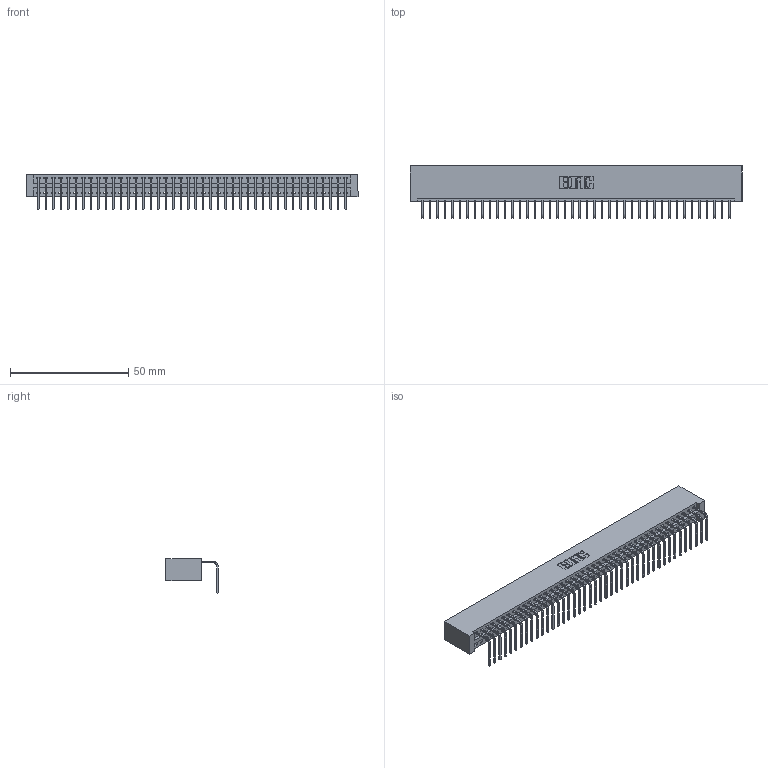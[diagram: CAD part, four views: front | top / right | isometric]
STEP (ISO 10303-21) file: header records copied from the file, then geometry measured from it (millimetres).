
FILE_DESCRIPTION (( 'STEP AP203' ), '1' );
FILE_NAME ('346-042-558-101.STEP', '2018-08-24T23:03:57', ( '' ), ( '' ), 'SwSTEP 2.0', 'SolidWorks 2016', '' );
FILE_SCHEMA (( 'CONFIG_CONTROL_DESIGN' ));
Length unit declared in the file: inch
Products named in the file (3): 346 Part_No Mounting Lugs; 345-292-001_558 Tail - 2; 346-042-558-101
Assembly tree (43 placements, depth 2):
  346-042-558-101
    346 Part_No Mounting Lugs
    345-292-001_558 Tail - 2  x42
Bounding box: 140.59 x 22.16 x 14.73 mm (x, y, z)
Volume: 14146.8 mm3; surface area: 18591.6 mm2
Topology: 43 solids, 43 shells, 2634 faces, 7949 edges, 5242 vertices
Faces by surface type: plane 1836, cylinder 798
Entity records: 25873 total; most frequent: CARTESIAN_POINT 4442, ORIENTED_EDGE 4418, DIRECTION 3913, EDGE_CURVE 2209, LINE 1917, VECTOR 1917, VERTEX_POINT 1470, AXIS2_PLACEMENT_3D 998
